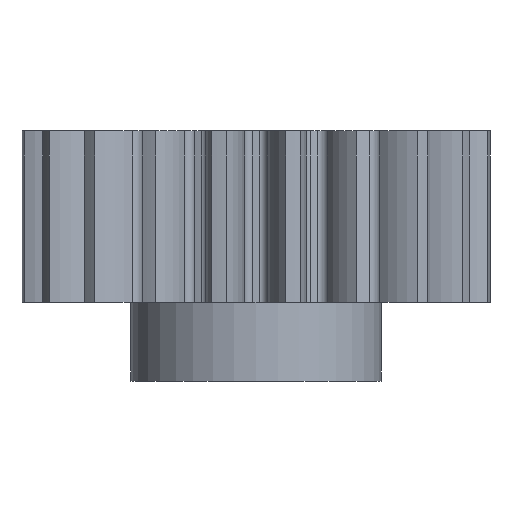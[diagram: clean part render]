
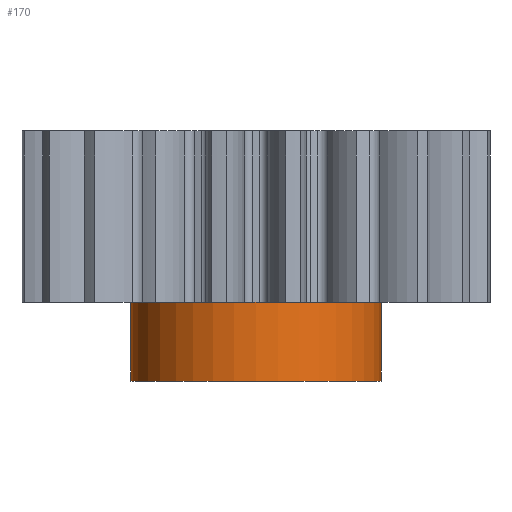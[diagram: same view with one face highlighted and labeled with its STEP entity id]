
A CAD part, front view. The second image highlights one B-rep face of the part: STEP entity #170.
In plain terms, the highlighted cylindrical face has radius 35 mm (diameter 70 mm), a full revolution.
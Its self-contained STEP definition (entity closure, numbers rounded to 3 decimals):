
#170 = ADVANCED_FACE ( 'NONE', ( #2925, #2979 ), #3072, .T. ) ;
#418 = AXIS2_PLACEMENT_3D ( 'NONE', #3388, #3387, #3380 ) ;
#836 = EDGE_CURVE ( 'NONE', #1947, #1947, #4412, .T. ) ;
#1010 = EDGE_CURVE ( 'NONE', #1946, #1946, #4029, .T. ) ;
#1204 = AXIS2_PLACEMENT_3D ( 'NONE', #1782, #1781, #1780 ) ;
#1311 = AXIS2_PLACEMENT_3D ( 'NONE', #4667, #4668, #4669 ) ;
#1780 = DIRECTION ( 'NONE',  ( 0., -1., 0. ) ) ;
#1781 = DIRECTION ( 'NONE',  ( 0., 0., -1. ) ) ;
#1782 = CARTESIAN_POINT ( 'NONE',  ( 0., 0., -22. ) ) ;
#1946 = VERTEX_POINT ( 'NONE', #5997 ) ;
#1947 = VERTEX_POINT ( 'NONE', #5996 ) ;
#2925 = FACE_OUTER_BOUND ( 'NONE', #5775, .T. ) ;
#2979 = FACE_OUTER_BOUND ( 'NONE', #5859, .T. ) ;
#3072 = CYLINDRICAL_SURFACE ( 'NONE', #418, 35. ) ;
#3380 = DIRECTION ( 'NONE',  ( 1., 0., 0. ) ) ;
#3387 = DIRECTION ( 'NONE',  ( 0., 0., 1. ) ) ;
#3388 = CARTESIAN_POINT ( 'NONE',  ( 0., 0., -70. ) ) ;
#4029 = CIRCLE ( 'NONE', #1311, 35. ) ;
#4412 = CIRCLE ( 'NONE', #1204, 35. ) ;
#4667 = CARTESIAN_POINT ( 'NONE',  ( 0., 0., 0. ) ) ;
#4668 = DIRECTION ( 'NONE',  ( 0., 0., -1. ) ) ;
#4669 = DIRECTION ( 'NONE',  ( 1., 0., 0. ) ) ;
#5536 = ORIENTED_EDGE ( 'NONE', *, *, #836, .F. ) ;
#5744 = ORIENTED_EDGE ( 'NONE', *, *, #1010, .T. ) ;
#5775 = EDGE_LOOP ( 'NONE', ( #5536 ) ) ;
#5859 = EDGE_LOOP ( 'NONE', ( #5744 ) ) ;
#5996 = CARTESIAN_POINT ( 'NONE',  ( 0., -35., -22. ) ) ;
#5997 = CARTESIAN_POINT ( 'NONE',  ( 35., 0., 0. ) ) ;
